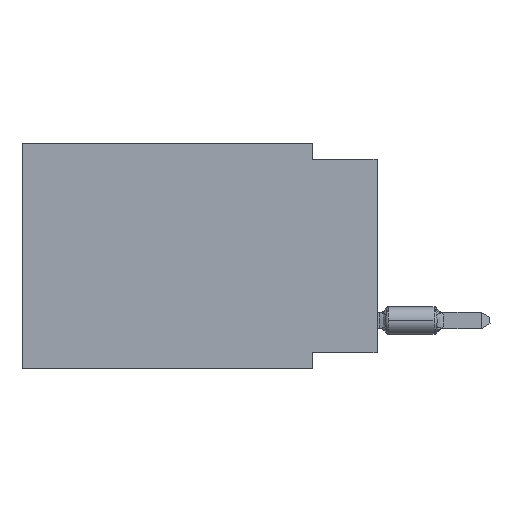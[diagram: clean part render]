
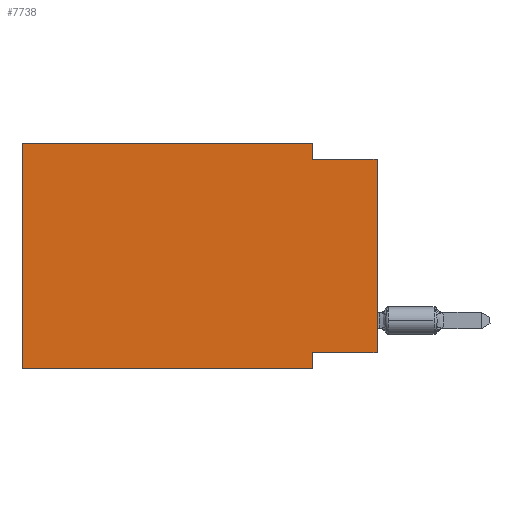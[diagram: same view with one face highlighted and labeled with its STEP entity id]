
A CAD part, left-side view. The second image highlights one B-rep face of the part: STEP entity #7738.
In plain terms, the highlighted planar face has unit normal (-1, 0, 0).
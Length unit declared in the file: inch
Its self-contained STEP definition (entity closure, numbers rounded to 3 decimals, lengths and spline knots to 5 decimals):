
#17 = CARTESIAN_POINT ( 'NONE',  ( 0., 0.1, 0. ) ) ;
#641 = VECTOR ( 'NONE', #3086, 39.37008 ) ;
#1036 = VERTEX_POINT ( 'NONE', #12833 ) ;
#1759 = CARTESIAN_POINT ( 'NONE',  ( 0., 0.55, -0.35 ) ) ;
#2739 = LINE ( 'NONE', #19887, #16841 ) ;
#3068 = ORIENTED_EDGE ( 'NONE', *, *, #22488, .F. ) ;
#3070 = LINE ( 'NONE', #8904, #22100 ) ;
#3086 = DIRECTION ( 'NONE',  ( 0., 0., 1. ) ) ;
#3130 = EDGE_CURVE ( 'NONE', #21211, #6374, #18556, .T. ) ;
#3283 = VECTOR ( 'NONE', #6791, 39.37008 ) ;
#3431 = DIRECTION ( 'NONE',  ( 0., -1., 0. ) ) ;
#3721 = VECTOR ( 'NONE', #19815, 39.37008 ) ;
#3874 = AXIS2_PLACEMENT_3D ( 'NONE', #21675, #10619, #23557 ) ;
#4116 = CARTESIAN_POINT ( 'NONE',  ( 0., 0.55, -0.35 ) ) ;
#5399 = DIRECTION ( 'NONE',  ( 0., 0., -1. ) ) ;
#5516 = LINE ( 'NONE', #21452, #641 ) ;
#5523 = CARTESIAN_POINT ( 'NONE',  ( 0., 0., -0.325 ) ) ;
#5745 = CARTESIAN_POINT ( 'NONE',  ( 0., 0.1, -0.35 ) ) ;
#5982 = DIRECTION ( 'NONE',  ( 0., -1., 0. ) ) ;
#5990 = VERTEX_POINT ( 'NONE', #1759 ) ;
#6357 = VERTEX_POINT ( 'NONE', #5523 ) ;
#6374 = VERTEX_POINT ( 'NONE', #12942 ) ;
#6506 = ORIENTED_EDGE ( 'NONE', *, *, #17411, .T. ) ;
#6530 = CARTESIAN_POINT ( 'NONE',  ( 0., 0., -0.325 ) ) ;
#6726 = VERTEX_POINT ( 'NONE', #19569 ) ;
#6791 = DIRECTION ( 'NONE',  ( 0., -1., 0. ) ) ;
#6943 = PLANE ( 'NONE',  #3874 ) ;
#7738 = ADVANCED_FACE ( 'NONE', ( #22446 ), #6943, .F. ) ;
#8365 = DIRECTION ( 'NONE',  ( 0., 1., 0. ) ) ;
#8859 = DIRECTION ( 'NONE',  ( 0., 0., -1. ) ) ;
#8904 = CARTESIAN_POINT ( 'NONE',  ( 0., 0.55, 0. ) ) ;
#9102 = VERTEX_POINT ( 'NONE', #5745 ) ;
#9290 = ORIENTED_EDGE ( 'NONE', *, *, #10835, .F. ) ;
#9296 = LINE ( 'NONE', #6530, #18500 ) ;
#9486 = EDGE_CURVE ( 'NONE', #6726, #9102, #2739, .T. ) ;
#9581 = EDGE_CURVE ( 'NONE', #9608, #21211, #20012, .T. ) ;
#9608 = VERTEX_POINT ( 'NONE', #17 ) ;
#10619 = DIRECTION ( 'NONE',  ( 1., 0., 0. ) ) ;
#10835 = EDGE_CURVE ( 'NONE', #5990, #1036, #18420, .T. ) ;
#12185 = EDGE_CURVE ( 'NONE', #1036, #9608, #3070, .T. ) ;
#12374 = ORIENTED_EDGE ( 'NONE', *, *, #20882, .T. ) ;
#12833 = CARTESIAN_POINT ( 'NONE',  ( 0., 0.55, 0. ) ) ;
#12942 = CARTESIAN_POINT ( 'NONE',  ( 0., 0., -0.025 ) ) ;
#13552 = ORIENTED_EDGE ( 'NONE', *, *, #12185, .F. ) ;
#14547 = VECTOR ( 'NONE', #5399, 39.37008 ) ;
#15121 = VECTOR ( 'NONE', #5982, 39.37008 ) ;
#15686 = LINE ( 'NONE', #4116, #15121 ) ;
#16684 = EDGE_LOOP ( 'NONE', ( #6506, #19671, #21465, #13552, #9290, #12374, #19775, #3068 ) ) ;
#16841 = VECTOR ( 'NONE', #8859, 39.37008 ) ;
#17411 = EDGE_CURVE ( 'NONE', #6357, #6374, #5516, .T. ) ;
#17865 = CARTESIAN_POINT ( 'NONE',  ( 0., 0.1, -0.025 ) ) ;
#17965 = CARTESIAN_POINT ( 'NONE',  ( 0., 0.55, 0. ) ) ;
#18420 = LINE ( 'NONE', #17965, #3721 ) ;
#18500 = VECTOR ( 'NONE', #8365, 39.37008 ) ;
#18556 = LINE ( 'NONE', #21450, #3283 ) ;
#19569 = CARTESIAN_POINT ( 'NONE',  ( 0., 0.1, -0.325 ) ) ;
#19671 = ORIENTED_EDGE ( 'NONE', *, *, #3130, .F. ) ;
#19775 = ORIENTED_EDGE ( 'NONE', *, *, #9486, .F. ) ;
#19815 = DIRECTION ( 'NONE',  ( 0., 0., 1. ) ) ;
#19887 = CARTESIAN_POINT ( 'NONE',  ( 0., 0.1, -0.35 ) ) ;
#20012 = LINE ( 'NONE', #20121, #14547 ) ;
#20121 = CARTESIAN_POINT ( 'NONE',  ( 0., 0.1, 0. ) ) ;
#20882 = EDGE_CURVE ( 'NONE', #5990, #9102, #15686, .T. ) ;
#21211 = VERTEX_POINT ( 'NONE', #17865 ) ;
#21450 = CARTESIAN_POINT ( 'NONE',  ( 0., 0., -0.025 ) ) ;
#21452 = CARTESIAN_POINT ( 'NONE',  ( 0., 0., 0. ) ) ;
#21465 = ORIENTED_EDGE ( 'NONE', *, *, #9581, .F. ) ;
#21675 = CARTESIAN_POINT ( 'NONE',  ( 0., 0.55, 0. ) ) ;
#22100 = VECTOR ( 'NONE', #3431, 39.37008 ) ;
#22446 = FACE_OUTER_BOUND ( 'NONE', #16684, .T. ) ;
#22488 = EDGE_CURVE ( 'NONE', #6357, #6726, #9296, .T. ) ;
#23557 = DIRECTION ( 'NONE',  ( 0., 0., -1. ) ) ;
